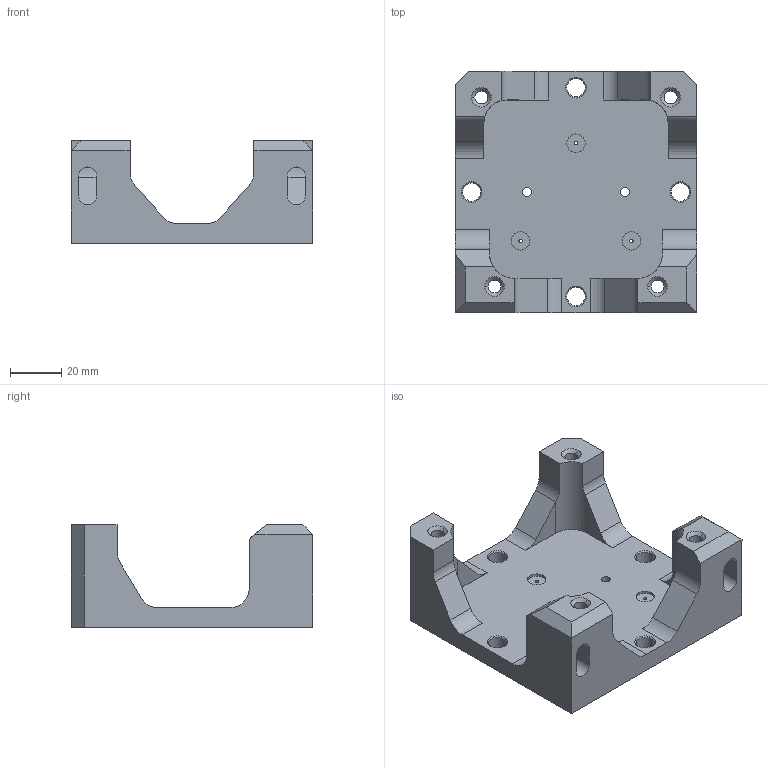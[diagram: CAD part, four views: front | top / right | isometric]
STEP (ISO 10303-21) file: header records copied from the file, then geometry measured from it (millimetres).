
FILE_DESCRIPTION (( 'STEP AP214' ), '1' );
FILE_NAME ('D1002425 aLIGO, SUS, VIBRATION ABSORBER, 5LB CLAMP BASE.STEP', '2019-10-03T17:11:11', ( '' ), ( '' ), 'SwSTEP 2.0', 'SolidWorks 2019', '' );
FILE_SCHEMA (( 'AUTOMOTIVE_DESIGN' ));
Length unit declared in the file: inch
Products named in the file (1): D1002425 aLIGO, SUS, VIBRATION ABSORBER, 5LB CLAMP BASE
Bounding box: 93.98 x 93.98 x 39.94 mm (x, y, z)
Volume: 114469.4 mm3; surface area: 35272.8 mm2
Topology: 1 solids, 1 shells, 134 faces, 358 edges, 227 vertices
Faces by surface type: cylinder 55, plane 47, cone 32
Entity records: 4480 total; most frequent: CARTESIAN_POINT 798, DIRECTION 753, ORIENTED_EDGE 716, EDGE_CURVE 358, AXIS2_PLACEMENT_3D 274, VERTEX_POINT 227, VECTOR 205, LINE 205
